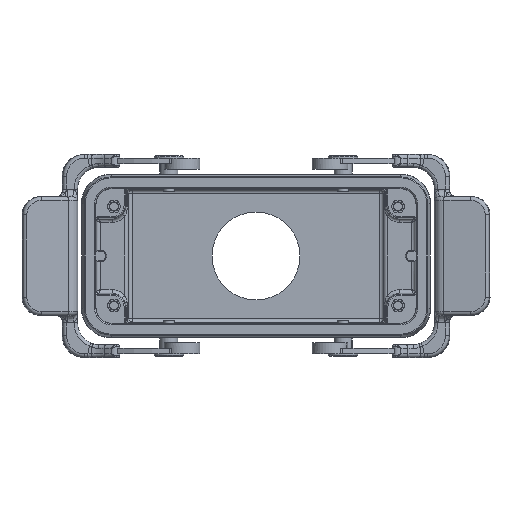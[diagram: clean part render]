
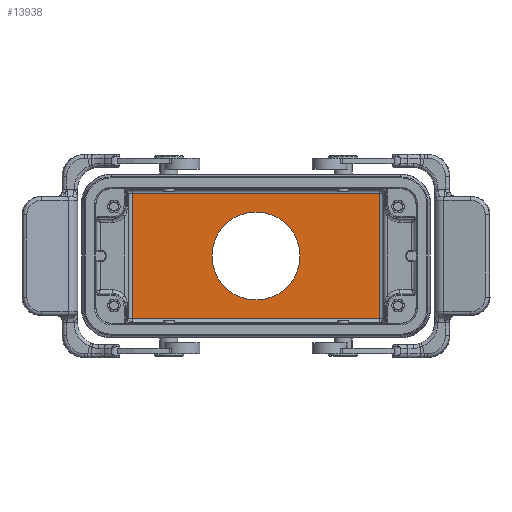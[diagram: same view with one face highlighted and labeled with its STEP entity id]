
A CAD part, front view. The second image highlights one B-rep face of the part: STEP entity #13938.
In plain terms, the highlighted planar face has unit normal (0, 1, 0).
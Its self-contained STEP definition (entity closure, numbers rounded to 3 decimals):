
#34=DIRECTION('',(-1.,0.,0.));
#35=VECTOR('',#34,67.5);
#36=CARTESIAN_POINT('',(33.75,42.,-17.142));
#37=LINE('',#36,#35);
#62=DIRECTION('',(0.,0.,-1.));
#63=VECTOR('',#62,34.284);
#64=CARTESIAN_POINT('',(33.75,42.,17.142));
#65=LINE('',#64,#63);
#70=CARTESIAN_POINT('',(0.,42.,0.));
#71=DIRECTION('',(0.,1.,0.));
#72=DIRECTION('',(0.,0.,-1.));
#73=AXIS2_PLACEMENT_3D('',#70,#71,#72);
#75=CARTESIAN_POINT('',(0.,42.,0.));
#76=DIRECTION('',(0.,1.,0.));
#77=DIRECTION('',(0.,0.,1.));
#78=AXIS2_PLACEMENT_3D('',#75,#76,#77);
#84=DIRECTION('',(0.,0.,1.));
#85=VECTOR('',#84,34.284);
#86=CARTESIAN_POINT('',(-33.75,42.,-17.142));
#87=LINE('',#86,#85);
#10842=DIRECTION('',(1.,0.,0.));
#10843=VECTOR('',#10842,67.5);
#10844=CARTESIAN_POINT('',(-33.75,42.,
17.142));
#10845=LINE('',#10844,#10843);
#11550=CARTESIAN_POINT('',(-33.75,42.,-17.142));
#11552=VERTEX_POINT('',#11550);
#11555=CARTESIAN_POINT('',(33.75,42.,
-17.142));
#11557=VERTEX_POINT('',#11555);
#11565=CARTESIAN_POINT('',(33.75,42.,17.142));
#11566=VERTEX_POINT('',#11565);
#11569=CARTESIAN_POINT('',(-33.75,42.,
17.142));
#11570=VERTEX_POINT('',#11569);
#13837=CARTESIAN_POINT('',(0.,42.,-12.));
#13838=CARTESIAN_POINT('',(0.,42.,12.));
#13839=VERTEX_POINT('',#13837);
#13840=VERTEX_POINT('',#13838);
#13919=CARTESIAN_POINT('',(0.,42.,0.));
#13920=DIRECTION('',(0.,1.,0.));
#13921=DIRECTION('',(0.,0.,1.));
#13922=AXIS2_PLACEMENT_3D('',#13919,#13920,#13921);
#13923=PLANE('',#13922);
#13925=ORIENTED_EDGE('',*,*,#13924,.F.);
#13926=ORIENTED_EDGE('',*,*,#13878,.F.);
#13927=ORIENTED_EDGE('',*,*,#13909,.F.);
#13929=ORIENTED_EDGE('',*,*,#13928,.F.);
#13930=EDGE_LOOP('',(#13925,#13926,#13927,#13929));
#13931=FACE_OUTER_BOUND('',#13930,.F.);
#13933=ORIENTED_EDGE('',*,*,#13932,.T.);
#13935=ORIENTED_EDGE('',*,*,#13934,.T.);
#13936=EDGE_LOOP('',(#13933,#13935));
#13937=FACE_BOUND('',#13936,.F.);
#74=CIRCLE('',#73,12.);
#79=CIRCLE('',#78,12.);
#13878=EDGE_CURVE('',#11557,#11552,#37,.T.);
#13909=EDGE_CURVE('',#11566,#11557,#65,.T.);
#13924=EDGE_CURVE('',#11552,#11570,#87,.T.);
#13928=EDGE_CURVE('',#11570,#11566,#10845,.T.);
#13932=EDGE_CURVE('',#13839,#13840,#74,.T.);
#13934=EDGE_CURVE('',#13840,#13839,#79,.T.);
#13938=ADVANCED_FACE('',(#13931,#13937),#13923,.T.);
